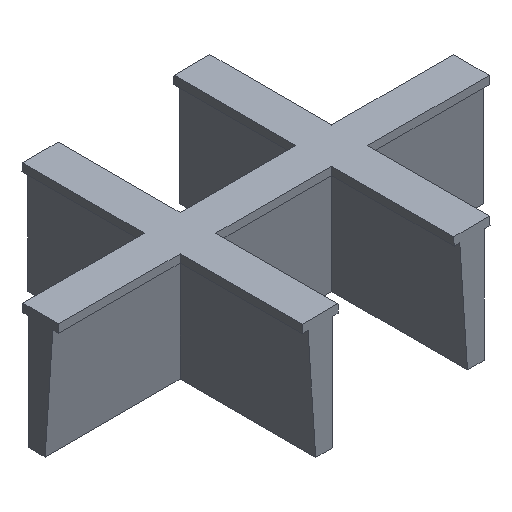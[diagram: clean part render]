
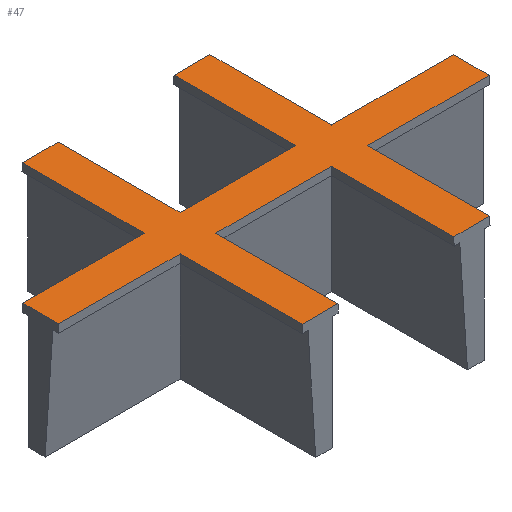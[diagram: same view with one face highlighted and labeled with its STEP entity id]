
A CAD part, isometric view. The second image highlights one B-rep face of the part: STEP entity #47.
In plain terms, the highlighted planar face has unit normal (0, 0, 1).
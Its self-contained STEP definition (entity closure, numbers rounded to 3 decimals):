
#47=ADVANCED_FACE('',(#131),#89,.T.);
#89=PLANE('',#896);
#131=FACE_OUTER_BOUND('',#173,.T.);
#173=EDGE_LOOP('',(#282,#283,#284,#285,#286,#287,#288,#289,#290,#291,#292,
#293,#294,#295,#296,#297,#298,#299,#300,#301));
#282=ORIENTED_EDGE('',*,*,#551,.F.);
#283=ORIENTED_EDGE('',*,*,#590,.T.);
#284=ORIENTED_EDGE('',*,*,#591,.T.);
#285=ORIENTED_EDGE('',*,*,#592,.F.);
#286=ORIENTED_EDGE('',*,*,#525,.F.);
#287=ORIENTED_EDGE('',*,*,#593,.F.);
#288=ORIENTED_EDGE('',*,*,#547,.F.);
#289=ORIENTED_EDGE('',*,*,#594,.F.);
#290=ORIENTED_EDGE('',*,*,#595,.F.);
#291=ORIENTED_EDGE('',*,*,#596,.F.);
#292=ORIENTED_EDGE('',*,*,#597,.F.);
#293=ORIENTED_EDGE('',*,*,#598,.F.);
#294=ORIENTED_EDGE('',*,*,#599,.T.);
#295=ORIENTED_EDGE('',*,*,#600,.T.);
#296=ORIENTED_EDGE('',*,*,#601,.F.);
#297=ORIENTED_EDGE('',*,*,#602,.T.);
#298=ORIENTED_EDGE('',*,*,#603,.F.);
#299=ORIENTED_EDGE('',*,*,#604,.T.);
#300=ORIENTED_EDGE('',*,*,#589,.F.);
#301=ORIENTED_EDGE('',*,*,#605,.T.);
#443=VERTEX_POINT('',#1134);
#445=VERTEX_POINT('',#1138);
#464=VERTEX_POINT('',#1184);
#466=VERTEX_POINT('',#1187);
#468=VERTEX_POINT('',#1193);
#469=VERTEX_POINT('',#1195);
#496=VERTEX_POINT('',#1264);
#497=VERTEX_POINT('',#1266);
#498=VERTEX_POINT('',#1270);
#499=VERTEX_POINT('',#1272);
#500=VERTEX_POINT('',#1276);
#501=VERTEX_POINT('',#1278);
#502=VERTEX_POINT('',#1280);
#503=VERTEX_POINT('',#1282);
#504=VERTEX_POINT('',#1284);
#505=VERTEX_POINT('',#1286);
#506=VERTEX_POINT('',#1288);
#507=VERTEX_POINT('',#1290);
#508=VERTEX_POINT('',#1292);
#509=VERTEX_POINT('',#1294);
#525=EDGE_CURVE('',#445,#443,#645,.T.);
#547=EDGE_CURVE('',#464,#466,#667,.T.);
#551=EDGE_CURVE('',#468,#469,#671,.T.);
#589=EDGE_CURVE('',#497,#496,#709,.T.);
#590=EDGE_CURVE('',#468,#498,#710,.T.);
#591=EDGE_CURVE('',#498,#499,#711,.T.);
#592=EDGE_CURVE('',#443,#499,#712,.T.);
#593=EDGE_CURVE('',#466,#445,#713,.T.);
#594=EDGE_CURVE('',#500,#464,#714,.T.);
#595=EDGE_CURVE('',#501,#500,#715,.T.);
#596=EDGE_CURVE('',#502,#501,#716,.T.);
#597=EDGE_CURVE('',#503,#502,#717,.T.);
#598=EDGE_CURVE('',#504,#503,#718,.T.);
#599=EDGE_CURVE('',#504,#505,#719,.T.);
#600=EDGE_CURVE('',#505,#506,#720,.T.);
#601=EDGE_CURVE('',#507,#506,#721,.T.);
#602=EDGE_CURVE('',#507,#508,#722,.T.);
#603=EDGE_CURVE('',#509,#508,#723,.T.);
#604=EDGE_CURVE('',#509,#496,#724,.T.);
#605=EDGE_CURVE('',#497,#469,#725,.T.);
#645=LINE('',#1139,#765);
#667=LINE('',#1186,#787);
#671=LINE('',#1194,#791);
#709=LINE('',#1267,#829);
#710=LINE('',#1269,#830);
#711=LINE('',#1271,#831);
#712=LINE('',#1273,#832);
#713=LINE('',#1274,#833);
#714=LINE('',#1275,#834);
#715=LINE('',#1277,#835);
#716=LINE('',#1279,#836);
#717=LINE('',#1281,#837);
#718=LINE('',#1283,#838);
#719=LINE('',#1285,#839);
#720=LINE('',#1287,#840);
#721=LINE('',#1289,#841);
#722=LINE('',#1291,#842);
#723=LINE('',#1293,#843);
#724=LINE('',#1295,#844);
#725=LINE('',#1296,#845);
#765=VECTOR('',#930,1.);
#787=VECTOR('',#962,1.);
#791=VECTOR('',#968,1.);
#829=VECTOR('',#1018,1.);
#830=VECTOR('',#1021,1.);
#831=VECTOR('',#1022,1.);
#832=VECTOR('',#1023,1.);
#833=VECTOR('',#1024,1.);
#834=VECTOR('',#1025,1.);
#835=VECTOR('',#1026,1.);
#836=VECTOR('',#1027,1.);
#837=VECTOR('',#1028,1.);
#838=VECTOR('',#1029,1.);
#839=VECTOR('',#1030,1.);
#840=VECTOR('',#1031,1.);
#841=VECTOR('',#1032,1.);
#842=VECTOR('',#1033,1.);
#843=VECTOR('',#1034,1.);
#844=VECTOR('',#1035,1.);
#845=VECTOR('',#1036,1.);
#896=AXIS2_PLACEMENT_3D('',#1297,#1037,#1038);
#930=DIRECTION('',(0.,-1.,0.));
#962=DIRECTION('',(0.,1.,0.));
#968=DIRECTION('',(0.,-1.,0.));
#1018=DIRECTION('',(0.,1.,0.));
#1021=DIRECTION('',(1.,0.,0.));
#1022=DIRECTION('',(0.,1.,0.));
#1023=DIRECTION('',(1.,0.,0.));
#1024=DIRECTION('',(1.,0.,0.));
#1025=DIRECTION('',(1.,0.,0.));
#1026=DIRECTION('',(0.,-1.,0.));
#1027=DIRECTION('',(1.,0.,0.));
#1028=DIRECTION('',(0.,1.,0.));
#1029=DIRECTION('',(1.,0.,0.));
#1030=DIRECTION('',(0.,-1.,0.));
#1031=DIRECTION('',(1.,0.,0.));
#1032=DIRECTION('',(0.,1.,0.));
#1033=DIRECTION('',(1.,0.,0.));
#1034=DIRECTION('',(0.,-1.,0.));
#1035=DIRECTION('',(1.,0.,0.));
#1036=DIRECTION('',(1.,0.,0.));
#1037=DIRECTION('',(0.,0.,1.));
#1038=DIRECTION('',(-1.,0.,0.));
#1134=CARTESIAN_POINT('',(2.654,2.661,17.501));
#1138=CARTESIAN_POINT('',(2.654,20.728,17.501));
#1139=CARTESIAN_POINT('',(2.654,-20.759,17.501));
#1184=CARTESIAN_POINT('',(-2.668,2.661,17.501));
#1186=CARTESIAN_POINT('',(-2.668,-20.759,17.501));
#1187=CARTESIAN_POINT('',(-2.668,20.728,17.501));
#1193=CARTESIAN_POINT('',(2.654,-2.661,17.501));
#1194=CARTESIAN_POINT('',(2.654,-20.759,17.501));
#1195=CARTESIAN_POINT('',(2.654,-20.759,17.501));
#1264=CARTESIAN_POINT('',(-2.668,-2.661,17.501));
#1266=CARTESIAN_POINT('',(-2.668,-20.759,17.501));
#1267=CARTESIAN_POINT('',(-2.668,-20.759,17.501));
#1269=CARTESIAN_POINT('',(-160.001,-2.661,17.501));
#1270=CARTESIAN_POINT('',(20.685,-2.661,17.501));
#1271=CARTESIAN_POINT('',(20.685,-20.759,17.501));
#1272=CARTESIAN_POINT('',(20.685,2.661,17.501));
#1273=CARTESIAN_POINT('',(-160.001,2.661,17.501));
#1274=CARTESIAN_POINT('',(-11.23,20.728,17.501));
#1275=CARTESIAN_POINT('',(-160.001,2.661,17.501));
#1276=CARTESIAN_POINT('',(-19.846,2.661,17.501));
#1277=CARTESIAN_POINT('',(-19.846,-20.759,17.501));
#1278=CARTESIAN_POINT('',(-19.846,20.728,17.501));
#1279=CARTESIAN_POINT('',(-11.23,20.728,17.501));
#1280=CARTESIAN_POINT('',(-25.168,20.728,17.501));
#1281=CARTESIAN_POINT('',(-25.168,-20.759,17.501));
#1282=CARTESIAN_POINT('',(-25.168,2.661,17.501));
#1283=CARTESIAN_POINT('',(-160.001,2.661,17.501));
#1284=CARTESIAN_POINT('',(-43.146,2.661,17.501));
#1285=CARTESIAN_POINT('',(-43.146,0.91,17.501));
#1286=CARTESIAN_POINT('',(-43.146,-2.661,17.501));
#1287=CARTESIAN_POINT('',(-160.001,-2.661,17.501));
#1288=CARTESIAN_POINT('',(-25.168,-2.661,17.501));
#1289=CARTESIAN_POINT('',(-25.168,-20.759,17.501));
#1290=CARTESIAN_POINT('',(-25.168,-20.759,17.501));
#1291=CARTESIAN_POINT('',(-11.23,-20.759,17.501));
#1292=CARTESIAN_POINT('',(-19.846,-20.759,17.501));
#1293=CARTESIAN_POINT('',(-19.846,-20.759,17.501));
#1294=CARTESIAN_POINT('',(-19.846,-2.661,17.501));
#1295=CARTESIAN_POINT('',(-160.001,-2.661,17.501));
#1296=CARTESIAN_POINT('',(-11.23,-20.759,17.501));
#1297=CARTESIAN_POINT('',(-0.917,-20.759,17.501));
